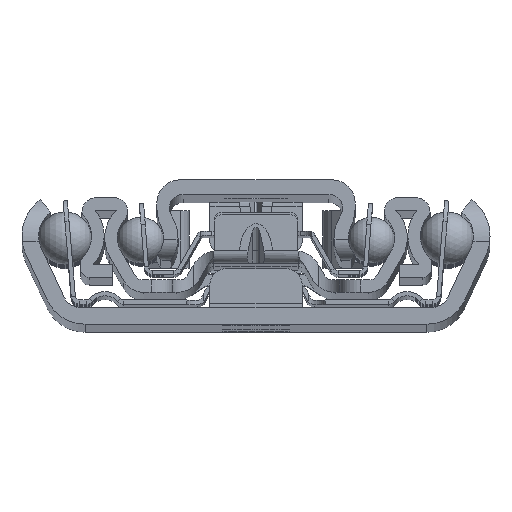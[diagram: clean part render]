
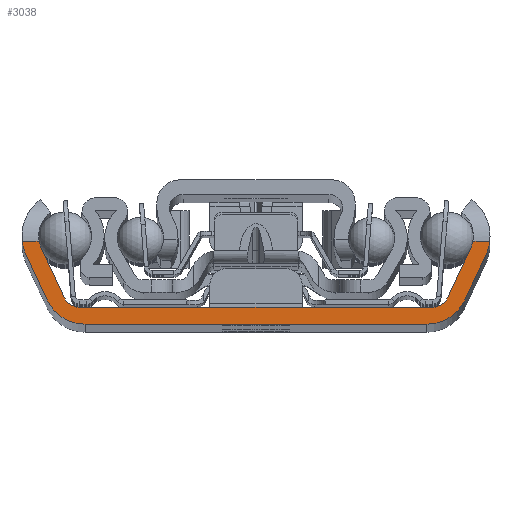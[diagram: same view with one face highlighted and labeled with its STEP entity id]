
A CAD part, top view. The second image highlights one B-rep face of the part: STEP entity #3038.
In plain terms, the highlighted planar face has unit normal (0, 0, 1).
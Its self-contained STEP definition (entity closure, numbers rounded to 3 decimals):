
#36=DIRECTION('',(1.,0.,0.));
#37=VECTOR('',#36,2.009);
#38=CARTESIAN_POINT('',(-27.867,9.9,0.));
#39=LINE('',#38,#37);
#40=CARTESIAN_POINT('',(-22.41,10.5,0.));
#41=DIRECTION('',(0.,0.,-1.));
#42=DIRECTION('',(-0.906,-0.423,0.));
#43=AXIS2_PLACEMENT_3D('',#40,#41,#42);
#45=DIRECTION('',(-0.423,0.906,0.));
#46=VECTOR('',#45,6.472);
#47=CARTESIAN_POINT('',(-22.847,3.155,0.));
#48=LINE('',#47,#46);
#49=CARTESIAN_POINT('',(-21.034,4.,0.));
#50=DIRECTION('',(0.,0.,-1.));
#51=DIRECTION('',(0.,-1.,0.));
#52=AXIS2_PLACEMENT_3D('',#49,#50,#51);
#54=DIRECTION('',(-1.,0.,0.));
#55=VECTOR('',#54,42.068);
#56=CARTESIAN_POINT('',(21.034,2.,0.));
#57=LINE('',#56,#55);
#58=CARTESIAN_POINT('',(21.034,4.,0.));
#59=DIRECTION('',(0.,0.,-1.));
#60=DIRECTION('',(0.906,-0.423,0.));
#61=AXIS2_PLACEMENT_3D('',#58,#59,#60);
#63=DIRECTION('',(-0.423,-0.906,0.));
#64=VECTOR('',#63,6.472);
#65=CARTESIAN_POINT('',(25.582,9.021,0.));
#66=LINE('',#65,#64);
#67=CARTESIAN_POINT('',(22.41,10.5,0.));
#68=DIRECTION('',(0.,0.,-1.));
#69=DIRECTION('',(0.985,-0.171,0.));
#70=AXIS2_PLACEMENT_3D('',#67,#68,#69);
#72=DIRECTION('',(1.,0.,0.));
#73=VECTOR('',#72,2.009);
#74=CARTESIAN_POINT('',(25.858,9.9,0.));
#75=LINE('',#74,#73);
#76=CARTESIAN_POINT('',(22.41,10.5,0.));
#77=DIRECTION('',(0.,0.,1.));
#78=DIRECTION('',(0.906,-0.423,0.));
#79=AXIS2_PLACEMENT_3D('',#76,#77,#78);
#81=DIRECTION('',(0.423,0.906,0.));
#82=VECTOR('',#81,5.84);
#83=CARTESIAN_POINT('',(24.918,2.887,0.));
#84=LINE('',#83,#82);
#85=CARTESIAN_POINT('',(20.386,5.,0.));
#86=DIRECTION('',(0.,0.,1.));
#87=DIRECTION('',(0.,-1.,0.));
#88=AXIS2_PLACEMENT_3D('',#85,#86,#87);
#90=DIRECTION('',(1.,0.,0.));
#91=VECTOR('',#90,40.772);
#92=CARTESIAN_POINT('',(-20.386,0.,0.));
#93=LINE('',#92,#91);
#94=CARTESIAN_POINT('',(-20.386,5.,0.));
#95=DIRECTION('',(0.,0.,1.));
#96=DIRECTION('',(-0.906,-0.423,0.));
#97=AXIS2_PLACEMENT_3D('',#94,#95,#96);
#99=DIRECTION('',(0.423,-0.906,0.));
#100=VECTOR('',#99,5.84);
#101=CARTESIAN_POINT('',(-27.386,8.18,0.));
#102=LINE('',#101,#100);
#103=CARTESIAN_POINT('',(-22.41,10.5,0.));
#104=DIRECTION('',(0.,0.,1.));
#105=DIRECTION('',(-0.994,-0.109,0.));
#106=AXIS2_PLACEMENT_3D('',#103,#104,#105);
#2553=CARTESIAN_POINT('',(-21.034,2.,0.));
#2554=CARTESIAN_POINT('',(-22.847,3.155,0.));
#2555=VERTEX_POINT('',#2553);
#2556=VERTEX_POINT('',#2554);
#2557=CARTESIAN_POINT('',(-25.582,9.021,0.));
#2558=VERTEX_POINT('',#2557);
#2559=CARTESIAN_POINT('',(-27.386,8.18,0.));
#2560=CARTESIAN_POINT('',(-24.918,2.887,0.));
#2561=VERTEX_POINT('',#2559);
#2562=VERTEX_POINT('',#2560);
#2563=CARTESIAN_POINT('',(-20.386,0.,0.));
#2564=VERTEX_POINT('',#2563);
#2565=CARTESIAN_POINT('',(20.386,0.,0.));
#2566=VERTEX_POINT('',#2565);
#2567=CARTESIAN_POINT('',(24.918,2.887,0.));
#2568=VERTEX_POINT('',#2567);
#2569=CARTESIAN_POINT('',(27.386,8.18,0.));
#2570=VERTEX_POINT('',#2569);
#2571=CARTESIAN_POINT('',(25.582,9.021,0.));
#2572=CARTESIAN_POINT('',(22.847,3.155,0.));
#2573=VERTEX_POINT('',#2571);
#2574=VERTEX_POINT('',#2572);
#2575=CARTESIAN_POINT('',(21.034,2.,0.));
#2576=VERTEX_POINT('',#2575);
#2665=CARTESIAN_POINT('',(-27.867,9.9,0.));
#2666=CARTESIAN_POINT('',(-25.858,9.9,0.));
#2667=VERTEX_POINT('',#2665);
#2668=VERTEX_POINT('',#2666);
#2669=CARTESIAN_POINT('',(25.858,9.9,0.));
#2670=CARTESIAN_POINT('',(27.867,9.9,0.));
#2671=VERTEX_POINT('',#2669);
#2672=VERTEX_POINT('',#2670);
#2999=CARTESIAN_POINT('',(0.,0.,0.));
#3000=DIRECTION('',(0.,0.,1.));
#3001=DIRECTION('',(1.,0.,0.));
#3002=AXIS2_PLACEMENT_3D('',#2999,#3000,#3001);
#3003=PLANE('',#3002);
#3005=ORIENTED_EDGE('',*,*,#3004,.T.);
#3007=ORIENTED_EDGE('',*,*,#3006,.F.);
#3009=ORIENTED_EDGE('',*,*,#3008,.F.);
#3011=ORIENTED_EDGE('',*,*,#3010,.F.);
#3013=ORIENTED_EDGE('',*,*,#3012,.F.);
#3015=ORIENTED_EDGE('',*,*,#3014,.F.);
#3017=ORIENTED_EDGE('',*,*,#3016,.F.);
#3019=ORIENTED_EDGE('',*,*,#3018,.F.);
#3021=ORIENTED_EDGE('',*,*,#3020,.T.);
#3023=ORIENTED_EDGE('',*,*,#3022,.F.);
#3025=ORIENTED_EDGE('',*,*,#3024,.F.);
#3027=ORIENTED_EDGE('',*,*,#3026,.F.);
#3029=ORIENTED_EDGE('',*,*,#3028,.F.);
#3031=ORIENTED_EDGE('',*,*,#3030,.F.);
#3033=ORIENTED_EDGE('',*,*,#3032,.F.);
#3035=ORIENTED_EDGE('',*,*,#3034,.F.);
#3036=EDGE_LOOP('',(#3005,#3007,#3009,#3011,#3013,#3015,#3017,#3019,#3021,#3023,
#3025,#3027,#3029,#3031,#3033,#3035));
#3037=FACE_OUTER_BOUND('',#3036,.F.);
#3038=ADVANCED_FACE('',(#3037),#3003,.T.);
#44=CIRCLE('',#43,3.5);
#53=CIRCLE('',#52,2.);
#62=CIRCLE('',#61,2.);
#71=CIRCLE('',#70,3.5);
#80=CIRCLE('',#79,5.49);
#89=CIRCLE('',#88,5.);
#98=CIRCLE('',#97,5.);
#107=CIRCLE('',#106,5.49);
#3004=EDGE_CURVE('',#2667,#2668,#39,.T.);
#3006=EDGE_CURVE('',#2558,#2668,#44,.T.);
#3008=EDGE_CURVE('',#2556,#2558,#48,.T.);
#3010=EDGE_CURVE('',#2555,#2556,#53,.T.);
#3012=EDGE_CURVE('',#2576,#2555,#57,.T.);
#3014=EDGE_CURVE('',#2574,#2576,#62,.T.);
#3016=EDGE_CURVE('',#2573,#2574,#66,.T.);
#3018=EDGE_CURVE('',#2671,#2573,#71,.T.);
#3020=EDGE_CURVE('',#2671,#2672,#75,.T.);
#3022=EDGE_CURVE('',#2570,#2672,#80,.T.);
#3024=EDGE_CURVE('',#2568,#2570,#84,.T.);
#3026=EDGE_CURVE('',#2566,#2568,#89,.T.);
#3028=EDGE_CURVE('',#2564,#2566,#93,.T.);
#3030=EDGE_CURVE('',#2562,#2564,#98,.T.);
#3032=EDGE_CURVE('',#2561,#2562,#102,.T.);
#3034=EDGE_CURVE('',#2667,#2561,#107,.T.);
